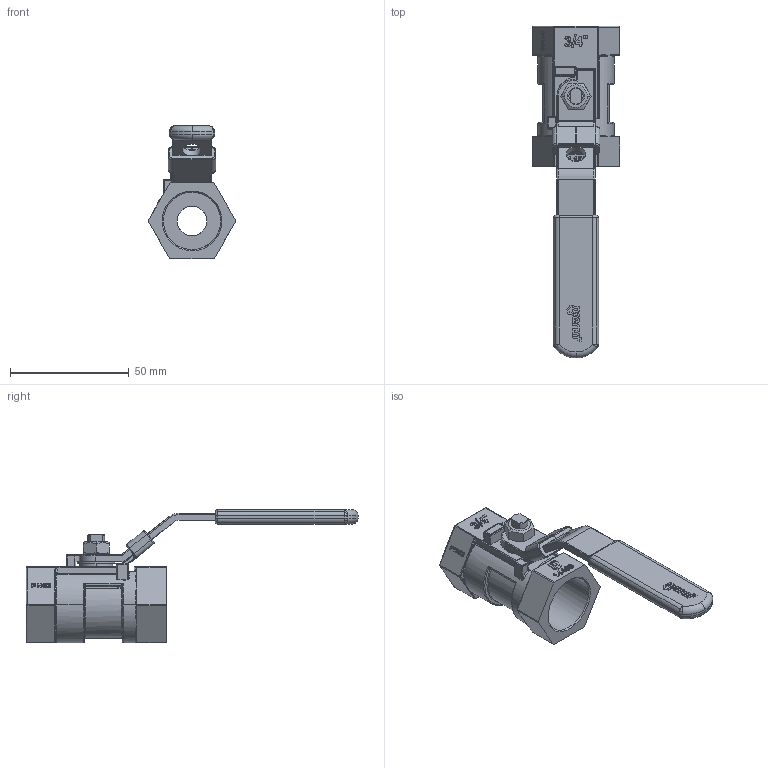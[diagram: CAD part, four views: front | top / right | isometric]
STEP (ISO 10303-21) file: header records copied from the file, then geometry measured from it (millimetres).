
FILE_DESCRIPTION(('HOOPS Exchange Step'),'2;1');
FILE_NAME('GK03_DN20.stp','2025-09-30T09:15:47+02:00',('nieru'),('Unknown organisation'),'HOOPS Exchange 2024.2','HOOPS Exchange','Unknown authorisation');
FILE_SCHEMA( ('AP203_CONFIGURATION_CONTROLLED_3D_DESIGN_OF_MECHANICAL_PARTS_AND_ASSEMBLIES_MIM_LF') );
Length unit declared in the file: millimetre
Products named in the file (2): 0; root
Assembly tree (1 placements, depth 2):
  root
    0
Bounding box: 36.8 x 139.5 x 56.3 mm (x, y, z)
Volume: 41209.2 mm3; surface area: 18080.6 mm2
Topology: 1 solids, 1 shells, 1023 faces, 2736 edges, 1721 vertices
Faces by surface type: bspline 315, plane 313, cylinder 198, extrusion 104, torus 53, sphere 26, cone 14
Entity records: 55328 total; most frequent: CARTESIAN_POINT 33221, ORIENTED_EDGE 5424, DIRECTION 3054, EDGE_CURVE 2712, VERTEX_POINT 1721, VECTOR 1360, B_SPLINE_CURVE_WITH_KNOTS 1281, LINE 1256
